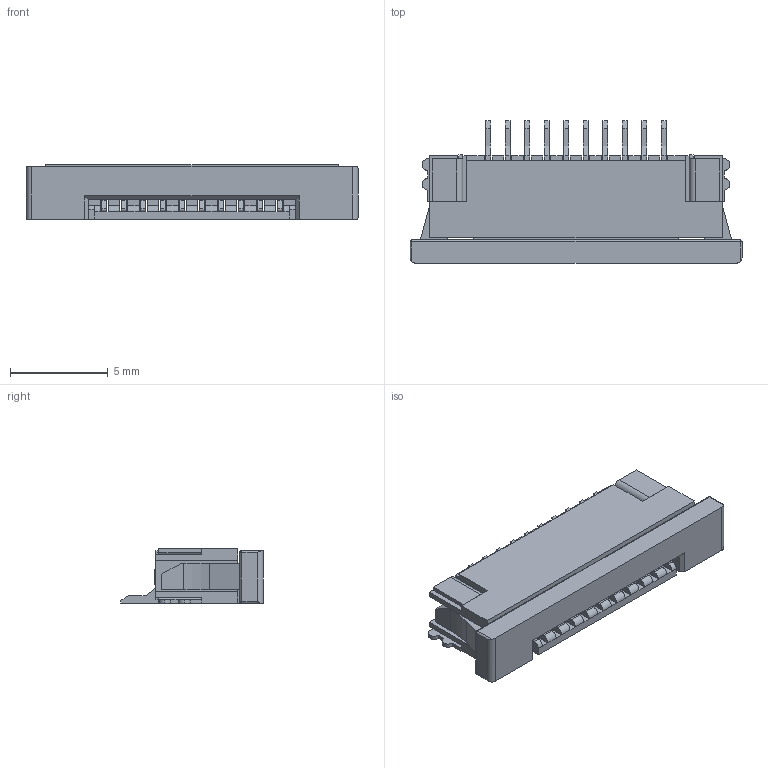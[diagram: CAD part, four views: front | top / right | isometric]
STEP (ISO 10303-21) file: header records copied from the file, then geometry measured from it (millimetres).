
FILE_DESCRIPTION (( 'STEP AP214' ), '1' );
FILE_NAME ('FPC-SMD_FPC1.0-2-10P.STEP', '2021-09-10T10:11:21', ( '' ), ( '' ), 'SwSTEP 2.0', 'SolidWorks 2020', '' );
FILE_SCHEMA (( 'AUTOMOTIVE_DESIGN' ));
Length unit declared in the file: millimetre
Products named in the file (1): FPC-SMD_FPC1.0-2-10P
Bounding box: 17 x 7.3 x 2.8 mm (x, y, z)
Volume: 193.6 mm3; surface area: 865.7 mm2
Topology: 15 solids, 15 shells, 612 faces, 1717 edges, 1120 vertices
Faces by surface type: plane 506, cylinder 90, bspline 12, sphere 4
Entity records: 27081 total; most frequent: CARTESIAN_POINT 4342, ORIENTED_EDGE 3426, DIRECTION 3063, EDGE_CURVE 1713, LINE 1509, VECTOR 1509, VERTEX_POINT 1120, AXIS2_PLACEMENT_3D 777
